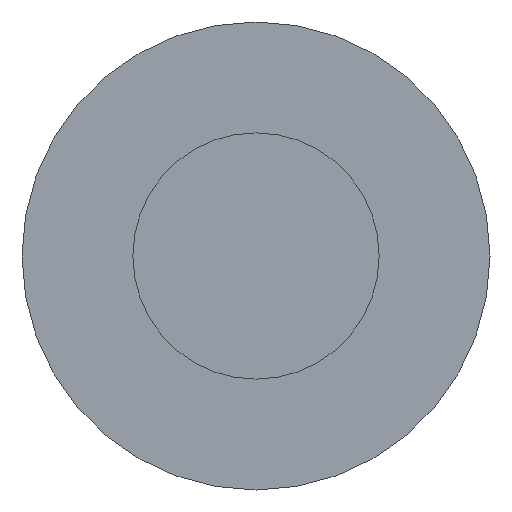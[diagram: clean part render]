
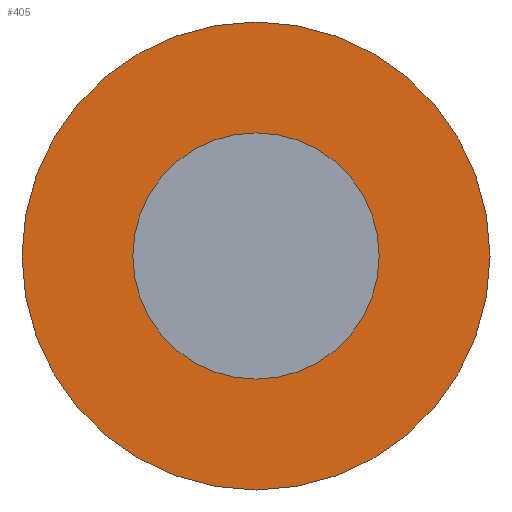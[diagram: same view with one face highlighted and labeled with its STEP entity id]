
A CAD part, front view. The second image highlights one B-rep face of the part: STEP entity #405.
In plain terms, the highlighted planar face has unit normal (0, -1, 0).
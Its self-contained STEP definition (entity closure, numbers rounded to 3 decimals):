
#24 = CARTESIAN_POINT ( 'NONE',  ( 0., 0., -2.85 ) ) ;
#57 = DIRECTION ( 'NONE',  ( 0., -1., 0. ) ) ;
#88 = DIRECTION ( 'NONE',  ( 0., -1., 0. ) ) ;
#136 = CIRCLE ( 'NONE', #446, 2.85 ) ;
#143 = VERTEX_POINT ( 'NONE', #164 ) ;
#159 = CARTESIAN_POINT ( 'NONE',  ( 0., 0., 0. ) ) ;
#164 = CARTESIAN_POINT ( 'NONE',  ( 0., 0., 1.5 ) ) ;
#171 = FACE_OUTER_BOUND ( 'NONE', #421, .T. ) ;
#175 = DIRECTION ( 'NONE',  ( 0., -1., 0. ) ) ;
#211 = VERTEX_POINT ( 'NONE', #24 ) ;
#212 = DIRECTION ( 'NONE',  ( 0., 0., -1. ) ) ;
#225 = CARTESIAN_POINT ( 'NONE',  ( 0., 0., 0. ) ) ;
#231 = CIRCLE ( 'NONE', #373, 1.5 ) ;
#233 = EDGE_CURVE ( 'NONE', #143, #361, #231, .T. ) ;
#255 = AXIS2_PLACEMENT_3D ( 'NONE', #263, #499, #212 ) ;
#261 = FACE_BOUND ( 'NONE', #433, .T. ) ;
#263 = CARTESIAN_POINT ( 'NONE',  ( 0., 0., 0. ) ) ;
#269 = VERTEX_POINT ( 'NONE', #481 ) ;
#271 = AXIS2_PLACEMENT_3D ( 'NONE', #225, #355, #424 ) ;
#282 = CIRCLE ( 'NONE', #271, 1.5 ) ;
#299 = CIRCLE ( 'NONE', #255, 2.85 ) ;
#340 = CARTESIAN_POINT ( 'NONE',  ( 0., 0., 0. ) ) ;
#347 = ORIENTED_EDGE ( 'NONE', *, *, #378, .T. ) ;
#355 = DIRECTION ( 'NONE',  ( 0., -1., 0. ) ) ;
#361 = VERTEX_POINT ( 'NONE', #465 ) ;
#363 = CARTESIAN_POINT ( 'NONE',  ( 0., 0., 0. ) ) ;
#368 = ORIENTED_EDGE ( 'NONE', *, *, #489, .T. ) ;
#373 = AXIS2_PLACEMENT_3D ( 'NONE', #159, #57, #501 ) ;
#378 = EDGE_CURVE ( 'NONE', #211, #269, #299, .T. ) ;
#379 = AXIS2_PLACEMENT_3D ( 'NONE', #340, #175, #412 ) ;
#396 = DIRECTION ( 'NONE',  ( 0., 0., -1. ) ) ;
#405 = ADVANCED_FACE ( 'NONE', ( #261, #171 ), #460, .T. ) ;
#412 = DIRECTION ( 'NONE',  ( 0., 0., -1. ) ) ;
#421 = EDGE_LOOP ( 'NONE', ( #347, #368 ) ) ;
#424 = DIRECTION ( 'NONE',  ( 0., 0., -1. ) ) ;
#433 = EDGE_LOOP ( 'NONE', ( #436, #502 ) ) ;
#436 = ORIENTED_EDGE ( 'NONE', *, *, #476, .F. ) ;
#446 = AXIS2_PLACEMENT_3D ( 'NONE', #363, #88, #396 ) ;
#460 = PLANE ( 'NONE',  #379 ) ;
#465 = CARTESIAN_POINT ( 'NONE',  ( 0., 0., -1.5 ) ) ;
#476 = EDGE_CURVE ( 'NONE', #361, #143, #282, .T. ) ;
#481 = CARTESIAN_POINT ( 'NONE',  ( 0., 0., 2.85 ) ) ;
#489 = EDGE_CURVE ( 'NONE', #269, #211, #136, .T. ) ;
#499 = DIRECTION ( 'NONE',  ( 0., -1., 0. ) ) ;
#501 = DIRECTION ( 'NONE',  ( 0., 0., -1. ) ) ;
#502 = ORIENTED_EDGE ( 'NONE', *, *, #233, .F. ) ;
